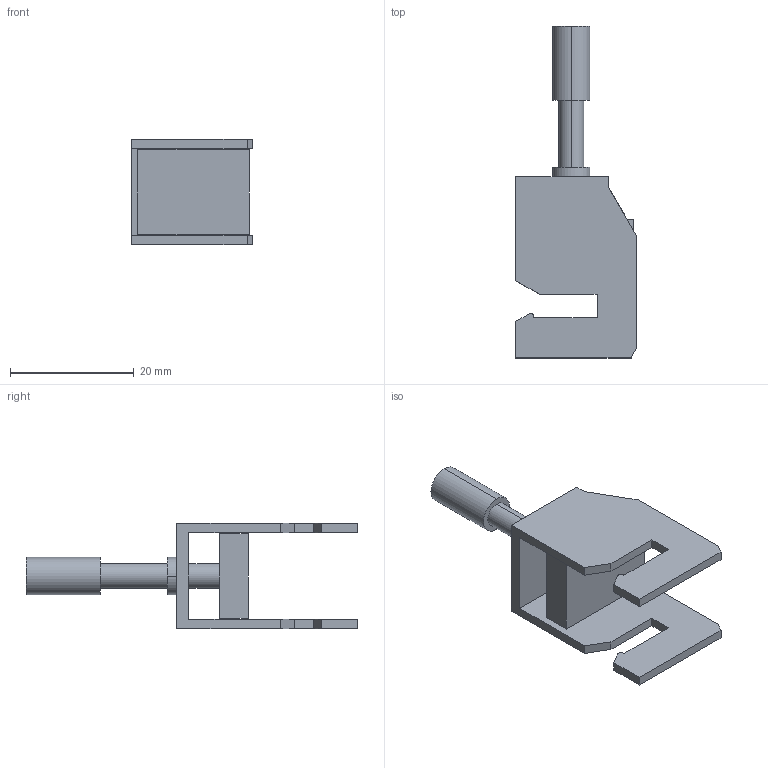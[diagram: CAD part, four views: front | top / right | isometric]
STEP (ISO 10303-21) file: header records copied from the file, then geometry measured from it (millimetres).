
FILE_DESCRIPTION(('SolidDesigner STEP Export'),'2;1');
FILE_NAME('3696_0_SSAB14_select.stp','2011-03-09T14:56:04',(''),(''),'CoCreate Modeling STEP processor for AP214 (Solid Model)','CoCreate Modeling 16.00A 16-Aug-2008 (C) Parametric Technology GmbH','');
FILE_SCHEMA(('AUTOMOTIVE_DESIGN { 1 0 10303 214 1 1 1 1 }'));
Length unit declared in the file: millimetre
Products named in the file (2): 3696_0_SSAB14_select
Assembly tree (1 placements, depth 2):
  3696_0_SSAB14_select
    3696_0_SSAB14_select
Bounding box: 19.5 x 53.65 x 17 mm (x, y, z)
Volume: 3591.7 mm3; surface area: 3981.8 mm2
Topology: 1 solids, 1 shells, 48 faces, 124 edges, 83 vertices
Faces by surface type: plane 38, cylinder 10
Entity records: 1737 total; most frequent: ORIENTED_EDGE 248, CARTESIAN_POINT 228, DIRECTION 191, EDGE_CURVE 124, VECTOR 99, LINE 99, VERTEX_POINT 83, EDGE_LOOP 53
